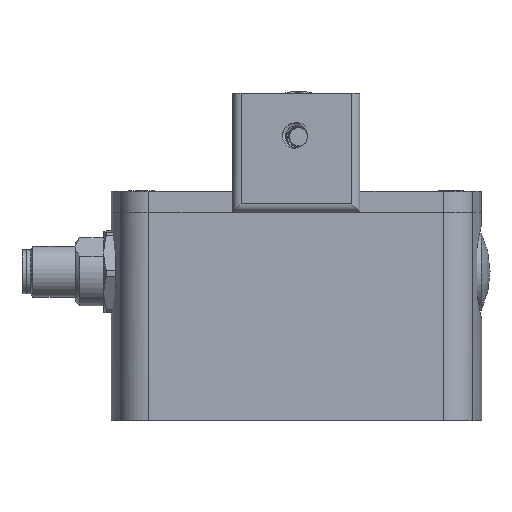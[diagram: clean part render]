
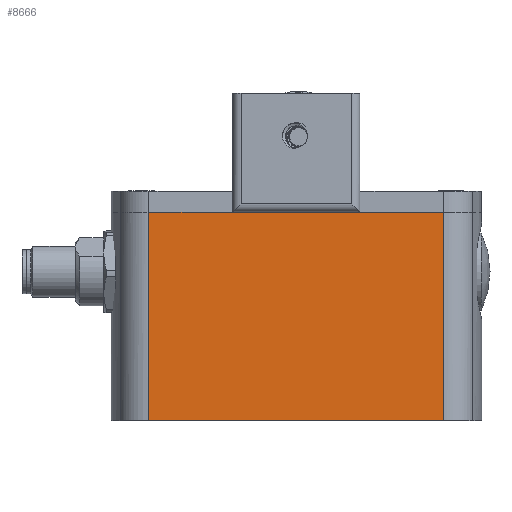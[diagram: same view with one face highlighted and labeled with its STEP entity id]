
A CAD part, front view. The second image highlights one B-rep face of the part: STEP entity #8666.
In plain terms, the highlighted planar face has unit normal (0, -1, 0).
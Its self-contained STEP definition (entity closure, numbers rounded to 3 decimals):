
#517=LINE('',#20332,#981);
#604=LINE('',#25788,#1068);
#684=LINE('',#30828,#1148);
#685=LINE('',#30830,#1149);
#981=VECTOR('',#10782,69.52);
#1068=VECTOR('',#11027,69.52);
#1148=VECTOR('',#11293,49.1);
#1149=VECTOR('',#11296,49.1);
#2449=FACE_OUTER_BOUND('',#2930,.T.);
#2930=EDGE_LOOP('',(#7437,#7438,#7439,#7440));
#4007=VERTEX_POINT('',#20329);
#4008=VERTEX_POINT('',#20331);
#4210=VERTEX_POINT('',#25785);
#4211=VERTEX_POINT('',#25787);
#5120=EDGE_CURVE('',#4007,#4008,#517,.T.);
#5392=EDGE_CURVE('',#4210,#4211,#604,.T.);
#5529=EDGE_CURVE('',#4211,#4007,#684,.T.);
#5530=EDGE_CURVE('',#4210,#4008,#685,.T.);
#7437=ORIENTED_EDGE('',*,*,#5530,.T.);
#7438=ORIENTED_EDGE('',*,*,#5120,.F.);
#7439=ORIENTED_EDGE('',*,*,#5529,.F.);
#7440=ORIENTED_EDGE('',*,*,#5392,.F.);
#8315=PLANE('',#9556);
#8666=ADVANCED_FACE('',(#2449),#8315,.F.);
#9556=AXIS2_PLACEMENT_3D('',#30829,#11294,#11295);
#10782=DIRECTION('',(-1.,0.,0.));
#11027=DIRECTION('',(1.,0.,0.));
#11293=DIRECTION('',(0.,0.,-1.));
#11294=DIRECTION('center_axis',(0.,1.,0.));
#11295=DIRECTION('ref_axis',(0.,0.,1.));
#11296=DIRECTION('',(0.,0.,-1.));
#20329=CARTESIAN_POINT('',(82.522,28.251,35.776));
#20331=CARTESIAN_POINT('',(13.002,28.251,35.776));
#20332=CARTESIAN_POINT('',(82.522,28.251,35.776));
#25785=CARTESIAN_POINT('',(13.002,28.251,84.876));
#25787=CARTESIAN_POINT('',(82.522,28.251,84.876));
#25788=CARTESIAN_POINT('',(13.002,28.251,84.876));
#30828=CARTESIAN_POINT('',(82.522,28.251,84.876));
#30829=CARTESIAN_POINT('Origin',(13.002,28.251,84.876));
#30830=CARTESIAN_POINT('',(13.002,28.251,84.876));
